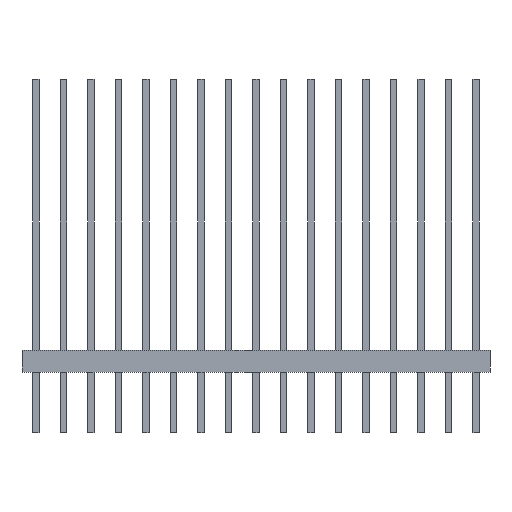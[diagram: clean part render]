
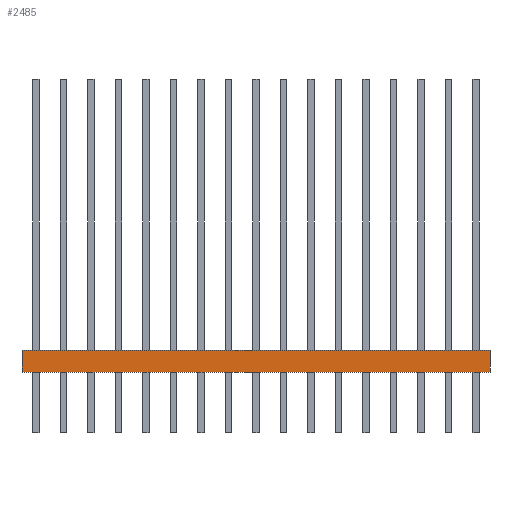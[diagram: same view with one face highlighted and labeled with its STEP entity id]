
A CAD part, front view. The second image highlights one B-rep face of the part: STEP entity #2485.
In plain terms, the highlighted planar face has unit normal (0, -1, 0).
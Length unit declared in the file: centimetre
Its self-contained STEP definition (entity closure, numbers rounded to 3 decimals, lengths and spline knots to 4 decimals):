
#42=CARTESIAN_POINT('',(-0.127,-0.127,0.2));
#43=VERTEX_POINT('',#42);
#50=CARTESIAN_POINT('',(4.191,-0.127,0.2));
#51=VERTEX_POINT('',#50);
#52=CARTESIAN_POINT('',(12344.873,-0.127,0.2));
#53=DIRECTION('',(-1.,-0.,0.));
#54=VECTOR('',#53,24690.);
#55=LINE('',#52,#54);
#56=EDGE_CURVE('',#51,#43,#55,.T.);
#1238=CARTESIAN_POINT('',(-0.127,-0.127,0.));
#1239=VERTEX_POINT('',#1238);
#1254=CARTESIAN_POINT('',(4.191,-0.127,0.));
#1255=VERTEX_POINT('',#1254);
#1262=CARTESIAN_POINT('',(-12345.127,-0.127,0.));
#1263=DIRECTION('',(1.,0.,0.));
#1264=VECTOR('',#1263,24690.);
#1265=LINE('',#1262,#1264);
#1266=EDGE_CURVE('',#1239,#1255,#1265,.T.);
#2457=CARTESIAN_POINT('',(4.191,-0.127,-12345.));
#2458=DIRECTION('',(0.,0.,1.));
#2459=VECTOR('',#2458,24690.);
#2460=LINE('',#2457,#2459);
#2461=EDGE_CURVE('',#1255,#51,#2460,.T.);
#2469=CARTESIAN_POINT('',(2.032,-0.127,0.));
#2470=DIRECTION('',(0.,-1.,0.));
#2471=DIRECTION('',(1.,0.,0.));
#2472=AXIS2_PLACEMENT_3D('',#2469,#2470,#2471);
#2473=PLANE('',#2472);
#2474=ORIENTED_EDGE('',*,*,#56,.T.);
#2475=CARTESIAN_POINT('',(-0.127,-0.127,-12345.));
#2476=DIRECTION('',(0.,0.,1.));
#2477=VECTOR('',#2476,24690.);
#2478=LINE('',#2475,#2477);
#2479=EDGE_CURVE('',#1239,#43,#2478,.T.);
#2480=ORIENTED_EDGE('',*,*,#2479,.F.);
#2481=ORIENTED_EDGE('',*,*,#1266,.T.);
#2482=ORIENTED_EDGE('',*,*,#2461,.T.);
#2483=EDGE_LOOP('',(#2474,#2480,#2481,#2482));
#2484=FACE_BOUND('',#2483,.T.);
#2485=ADVANCED_FACE('',(#2484),#2473,.T.);
